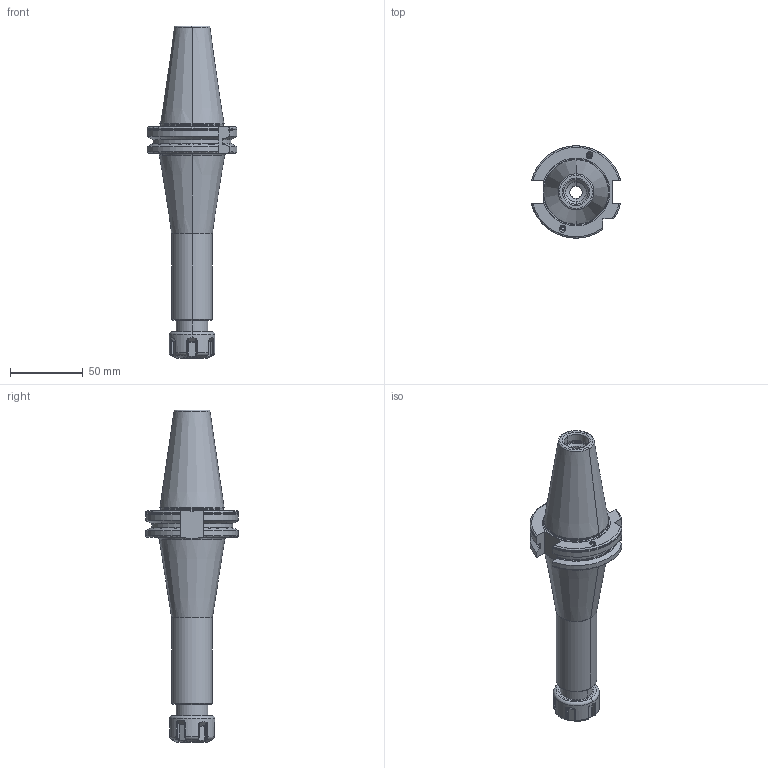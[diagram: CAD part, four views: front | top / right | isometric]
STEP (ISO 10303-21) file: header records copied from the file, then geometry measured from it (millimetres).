
FILE_DESCRIPTION((''),'2;1');
FILE_NAME('DC_403_02_10_2','2020-11-26T',('104091'),(''),'CREO PARAMETRIC BY PTC INC, 2016260','CREO PARAMETRIC BY PTC INC, 2016260','');
FILE_SCHEMA(('CONFIG_CONTROL_DESIGN'));
Length unit declared in the file: millimetre
Products named in the file (1): DC_403_02_10_2
Bounding box: 61.48 x 63.54 x 228.4 mm (x, y, z)
Volume: 194708.7 mm3; surface area: 41099.5 mm2
Topology: 1 solids, 1 shells, 343 faces, 831 edges, 501 vertices
Faces by surface type: plane 80, cylinder 78, torus 61, bspline 60, cone 52, sphere 12
Entity records: 12967 total; most frequent: CARTESIAN_POINT 5382, ORIENTED_EDGE 1658, DIRECTION 1445, EDGE_CURVE 829, AXIS2_PLACEMENT_3D 566, VERTEX_POINT 501, EDGE_LOOP 358, FACE_OUTER_BOUND 343
